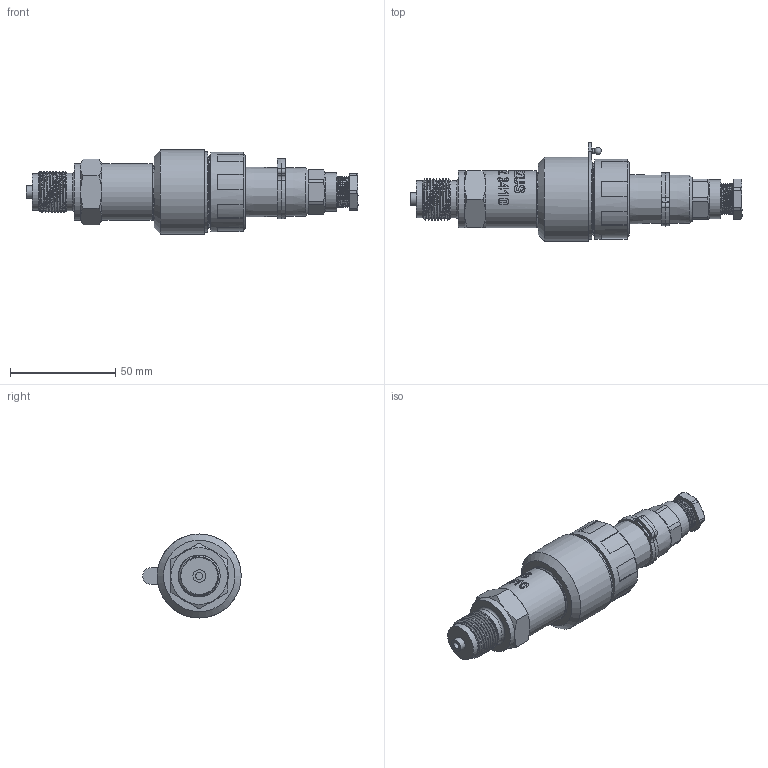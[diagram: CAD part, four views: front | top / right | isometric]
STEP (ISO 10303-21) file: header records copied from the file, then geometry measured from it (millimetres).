
FILE_DESCRIPTION(/* description */ (''),/* implementation_level */ '2;1');
FILE_NAME(/* name */ 'APZ3410_2_Buccaneer.step',/* time_stamp */ '2021-06-25T13:18:42+03:00',/* author */ (''),/* organization */ (''),/* preprocessor_version */ 'ST-DEVELOPER v18.1',/* originating_system */ 'Autodesk Translation Framework v10.9.0.1377',/* authorisation */ '');
FILE_SCHEMA (('AUTOMOTIVE_DESIGN { 1 0 10303 214 3 1 1 }'));
Length unit declared in the file: millimetre
Products named in the file (9): апз3410_filled; Buccaneer assembly v5; Bucaneer female v5; px0736-s; px0736-s_2; Bucaneer male v11; px0735-p; px0735-p_1; M20x1,5 EN
Assembly tree (8 placements, depth 5):
  апз3410_filled
    Buccaneer assembly v5
      Bucaneer female v5
        px0736-s
          px0736-s_2
      Bucaneer male v11
        px0735-p
          px0735-p_1
    M20x1,5 EN
Bounding box: 158.02 x 46.89 x 40 mm (x, y, z)
Volume: 79354.1 mm3; surface area: 48755.2 mm2
Topology: 13 solids, 17 shells, 1662 faces, 4580 edges, 3011 vertices
Faces by surface type: plane 1011, bspline 268, cylinder 236, cone 122, torus 14, sphere 11
Full cylindrical faces by diameter (mm): 2.03 x1, 2.413 x4, 2.439 x6, 2.459 x2, 2.464 x2, 2.87 x4, 3 x4, 3.3 x1, 3.302 x6, 3.734 x2, 4.1 x6, 4.19 x2, 4.47 x2, 6 x1, 8.255 x1, 9.53 x2, 11.938 x1, 12.09 x1, 13.716 x1, 13.741 x5, 14.021 x1, 14.884 x6, 15.062 x9, 16.61 x1, 17 x1, 17.5 x1, 17.8 x1, 18 x1, 18.137 x7, 18.42 x1
Entity records: 87158 total; most frequent: CARTESIAN_POINT 46679, ORIENTED_EDGE 9134, DIRECTION 7092, EDGE_CURVE 4567, VERTEX_POINT 3011, LINE 2944, VECTOR 2944, AXIS2_PLACEMENT_3D 2074
